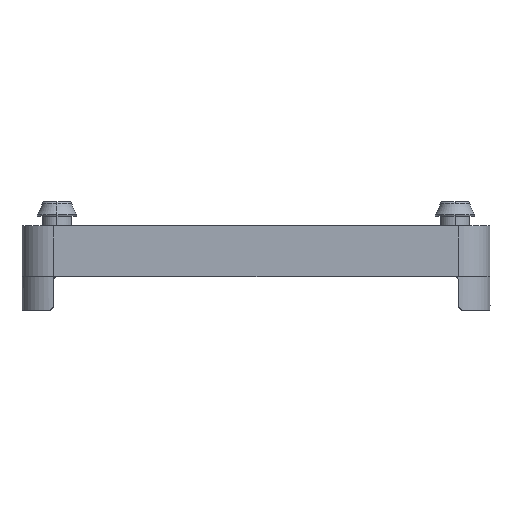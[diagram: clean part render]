
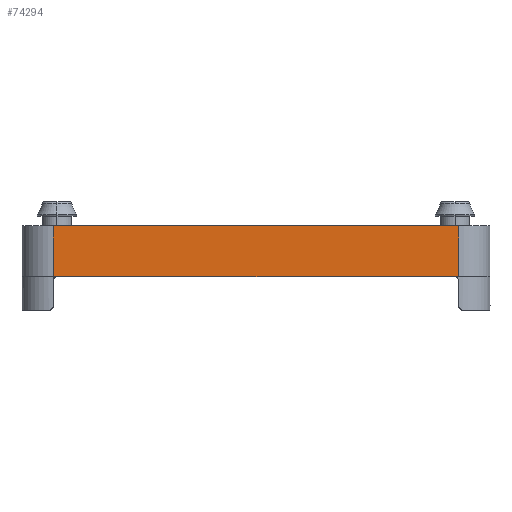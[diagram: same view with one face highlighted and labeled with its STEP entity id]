
A CAD part, left-side view. The second image highlights one B-rep face of the part: STEP entity #74294.
In plain terms, the highlighted planar face has unit normal (-1, 0, 0).
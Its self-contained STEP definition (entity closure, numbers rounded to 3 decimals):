
#988=CARTESIAN_POINT('',(-48.5,41.964,-2.0));
#989=VERTEX_POINT('',#988);
#4962=CARTESIAN_POINT('',(-48.5,-41.964,-2.0));
#4963=VERTEX_POINT('',#4962);
#4971=CARTESIAN_POINT('',(-48.5,-41.964,-2.0));
#4972=DIRECTION('',(0.0,1.0,0.0));
#4973=VECTOR('',#4972,83.928);
#4974=LINE('',#4971,#4973);
#4975=EDGE_CURVE('',#4963,#989,#4974,.T.);
#72741=CARTESIAN_POINT('',(-48.5,-42.,-2.0));
#72742=VERTEX_POINT('',#72741);
#72750=CARTESIAN_POINT('',(-48.5,-42.,-2.0));
#72751=DIRECTION('',(0.,1.0,0.0));
#72752=VECTOR('',#72751,0.036);
#72753=LINE('',#72750,#72752);
#72754=EDGE_CURVE('',#72742,#4963,#72753,.T.);
#73081=CARTESIAN_POINT('',(-48.5,42.,-2.0));
#73082=VERTEX_POINT('',#73081);
#73100=CARTESIAN_POINT('',(-48.5,41.964,-2.0));
#73101=DIRECTION('',(0.0,1.0,0.0));
#73102=VECTOR('',#73101,0.036);
#73103=LINE('',#73100,#73102);
#73104=EDGE_CURVE('',#989,#73082,#73103,.T.);
#74262=CARTESIAN_POINT('',(-48.5,-42.,-2.0));
#74263=DIRECTION('',(-1.0,0.0,0.0));
#74264=DIRECTION('',(0.0,0.0,1.0));
#74265=AXIS2_PLACEMENT_3D('',#74262,#74263,#74264);
#74266=PLANE('',#74265);
#74267=CARTESIAN_POINT('',(-48.5,-42.,8.5));
#74268=VERTEX_POINT('',#74267);
#74269=CARTESIAN_POINT('',(-48.5,-42.,-2.0));
#74270=DIRECTION('',(0.0,0.0,1.0));
#74271=VECTOR('',#74270,10.5);
#74272=LINE('',#74269,#74271);
#74273=EDGE_CURVE('',#72742,#74268,#74272,.T.);
#74274=ORIENTED_EDGE('',*,*,#74273,.T.);
#74275=CARTESIAN_POINT('',(-48.5,42.,8.5));
#74276=VERTEX_POINT('',#74275);
#74277=CARTESIAN_POINT('',(-48.5,-42.,8.5));
#74278=DIRECTION('',(0.0,1.0,0.0));
#74279=VECTOR('',#74278,84.0);
#74280=LINE('',#74277,#74279);
#74281=EDGE_CURVE('',#74268,#74276,#74280,.T.);
#74282=ORIENTED_EDGE('',*,*,#74281,.T.);
#74283=CARTESIAN_POINT('',(-48.5,42.,-2.0));
#74284=DIRECTION('',(0.0,0.0,1.0));
#74285=VECTOR('',#74284,10.5);
#74286=LINE('',#74283,#74285);
#74287=EDGE_CURVE('',#73082,#74276,#74286,.T.);
#74288=ORIENTED_EDGE('',*,*,#74287,.F.);
#74289=ORIENTED_EDGE('',*,*,#73104,.F.);
#74290=ORIENTED_EDGE('',*,*,#4975,.F.);
#74291=ORIENTED_EDGE('',*,*,#72754,.F.);
#74292=EDGE_LOOP('',(#74274,#74282,#74288,#74289,#74290,#74291));
#74293=FACE_OUTER_BOUND('',#74292,.T.);
#74294=ADVANCED_FACE('',(#74293),#74266,.T.);
